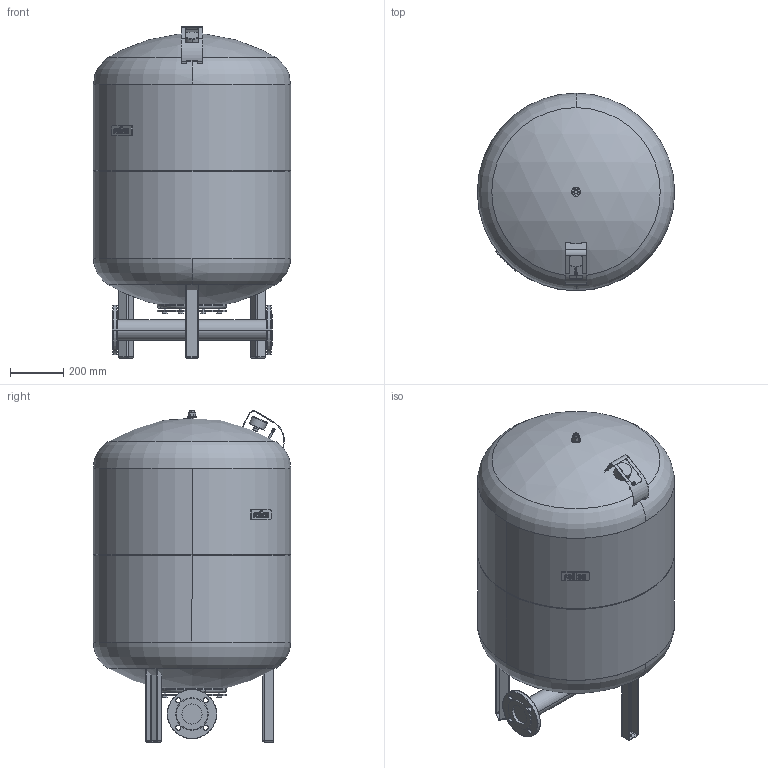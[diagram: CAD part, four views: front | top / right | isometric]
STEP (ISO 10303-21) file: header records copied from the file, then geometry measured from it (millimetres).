
FILE_DESCRIPTION((''),'2;1');
FILE_NAME('3d_DT5400_10bar-7336505.stp','2009-12-29T14:06:57',(''),(''),'Mechanical Desktop 2008','Mechanical Desktop 2008',', , ');
FILE_SCHEMA(('CONFIG_CONTROL_DESIGN'));
Length unit declared in the file: millimetre
Products named in the file (1): Product
Bounding box: 740 x 740 x 1245 mm (x, y, z)
Volume: 391552365.8 mm3; surface area: 5205654.5 mm2
Topology: 23 solids, 23 shells, 513 faces, 1197 edges, 747 vertices
Faces by surface type: plane 225, cylinder 180, cone 39, bspline 35, torus 24, sphere 10
Entity records: 15879 total; most frequent: CARTESIAN_POINT 3770, DIRECTION 2648, ORIENTED_EDGE 2370, EDGE_CURVE 1185, AXIS2_PLACEMENT_3D 991, VERTEX_POINT 747, VECTOR 666, LINE 666
